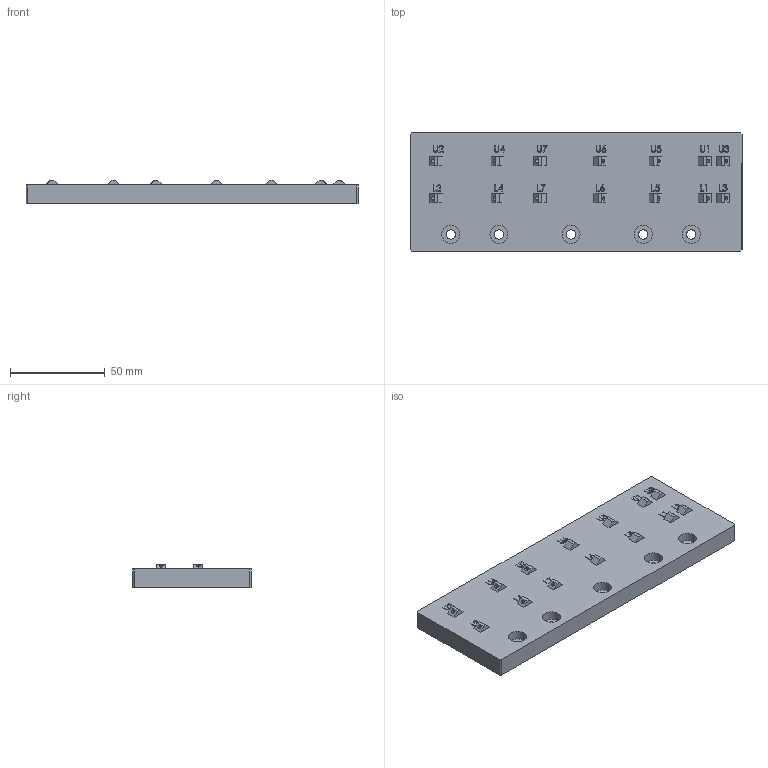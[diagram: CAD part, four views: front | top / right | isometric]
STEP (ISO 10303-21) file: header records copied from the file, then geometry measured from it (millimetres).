
FILE_DESCRIPTION (( 'STEP AP214' ), '1' );
FILE_NAME ('D1600075-v1.STEP', '2016-02-18T23:35:25', ( 'esanchez' ), ( 'Microsoft' ), 'SwSTEP 2.0', 'SolidWorks 2015', '' );
FILE_SCHEMA (( 'AUTOMOTIVE_DESIGN' ));
Length unit declared in the file: inch
Products named in the file (1): D1600075-v1
Bounding box: 175.39 x 62.61 x 12.56 mm (x, y, z)
Volume: 77993 mm3; surface area: 34974.6 mm2
Topology: 1 solids, 1 shells, 512 faces, 1329 edges, 886 vertices
Faces by surface type: plane 307, bspline 123, cylinder 82
Entity records: 22131 total; most frequent: CARTESIAN_POINT 10239, ORIENTED_EDGE 2658, DIRECTION 1971, EDGE_CURVE 1329, VECTOR 919, LINE 919, VERTEX_POINT 886, EDGE_LOOP 617
